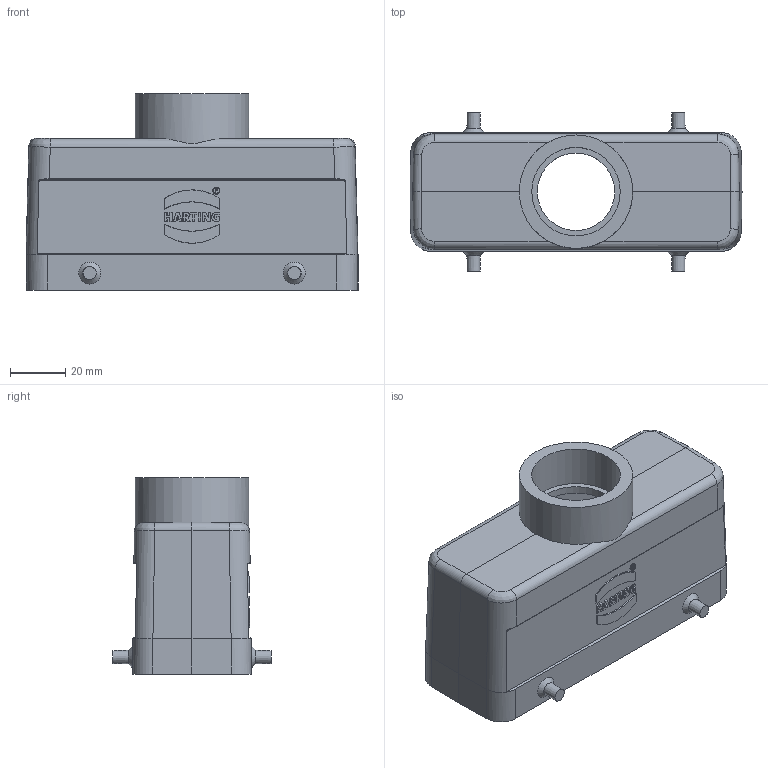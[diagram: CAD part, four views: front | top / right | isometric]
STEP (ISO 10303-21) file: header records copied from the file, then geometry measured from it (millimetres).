
FILE_DESCRIPTION(/* description */ (''),/* implementation_level */ '2;1');
FILE_NAME(/* name */ '100118221ugm000_d.stp',/* time_stamp */ '2020-02-18T12:36:46+01:00',/* author */ (''),/* organization */ (''),/* preprocessor_version */ 'ST-DEVELOPER v16.7',/* originating_system */ 'SIEMENS PLM Software NX 12.0',/* authorisation */ '');
FILE_SCHEMA (('AUTOMOTIVE_DESIGN { 1 0 10303 214 3 1 1 1 }'));
Length unit declared in the file: millimetre
Products named in the file (1): 100118221ugm000_d
Bounding box: 120 x 57.2 x 71 mm (x, y, z)
Volume: 72338 mm3; surface area: 45807.8 mm2
Topology: 1 solids, 1 shells, 213 faces, 548 edges, 359 vertices
Faces by surface type: plane 142, cylinder 33, bspline 24, cone 14
Full cylindrical faces by diameter (mm): 3 x4, 28 x1, 32 x1, 41 x1
Entity records: 7969 total; most frequent: CARTESIAN_POINT 2280, ORIENTED_EDGE 1036, DIRECTION 943, EDGE_CURVE 518, LINE 361, VECTOR 361, VERTEX_POINT 353, AXIS2_PLACEMENT_3D 291
